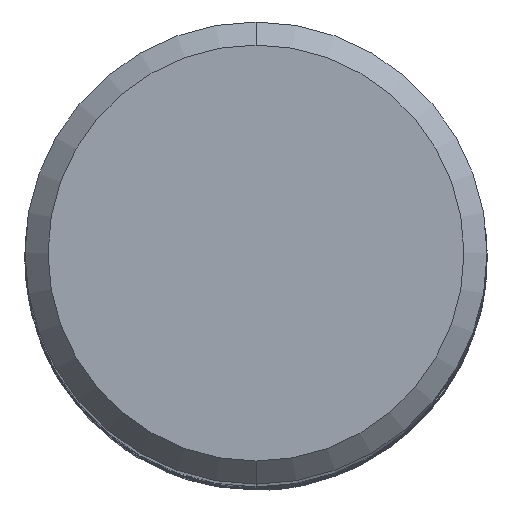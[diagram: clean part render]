
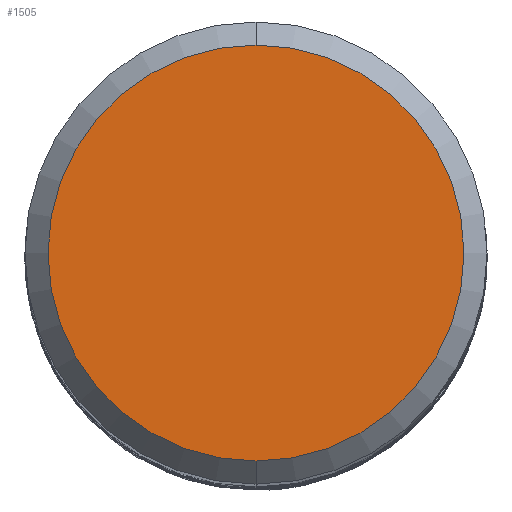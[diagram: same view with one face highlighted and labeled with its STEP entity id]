
A CAD part, top view. The second image highlights one B-rep face of the part: STEP entity #1505.
In plain terms, the highlighted planar face has unit normal (0, 0, 1).
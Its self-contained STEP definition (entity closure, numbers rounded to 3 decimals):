
#649=EDGE_CURVE('',#1819,#1519,#1884,.T.);
#857=EDGE_CURVE('',#1519,#1819,#2108,.T.);
#1505=ADVANCED_FACE('',(#2818),#2819,.T.);
#1519=VERTEX_POINT('',#2834);
#1819=VERTEX_POINT('',#3163);
#1884=CIRCLE('',#3398,9.0);
#2108=CIRCLE('',#5684,9.0);
#2818=FACE_OUTER_BOUND('',#14271,.T.);
#2819=PLANE('',#14272);
#2834=CARTESIAN_POINT('',(0.0,9.0,0.));
#3163=CARTESIAN_POINT('',(0.,-9.0,0.));
#3398=AXIS2_PLACEMENT_3D('',#19970,#19971,#19972);
#5684=AXIS2_PLACEMENT_3D('',#20160,#20161,#20162);
#14271=EDGE_LOOP('',(#20911,#20912));
#14272=AXIS2_PLACEMENT_3D('',#20913,#20914,#20915);
#19970=CARTESIAN_POINT('',(0.0,0.0,0.));
#19971=DIRECTION('',(0.0,0.0,-1.0));
#19972=DIRECTION('',(0.0,1.0,0.0));
#20160=CARTESIAN_POINT('',(0.0,0.0,0.));
#20161=DIRECTION('',(0.0,0.0,-1.0));
#20162=DIRECTION('',(0.0,1.0,0.0));
#20911=ORIENTED_EDGE('',*,*,#857,.F.);
#20912=ORIENTED_EDGE('',*,*,#649,.F.);
#20913=CARTESIAN_POINT('',(0.0,4.5,0.));
#20914=DIRECTION('',(-0.0,0.0,1.0));
#20915=DIRECTION('',(0.0,-1.0,0.0));
